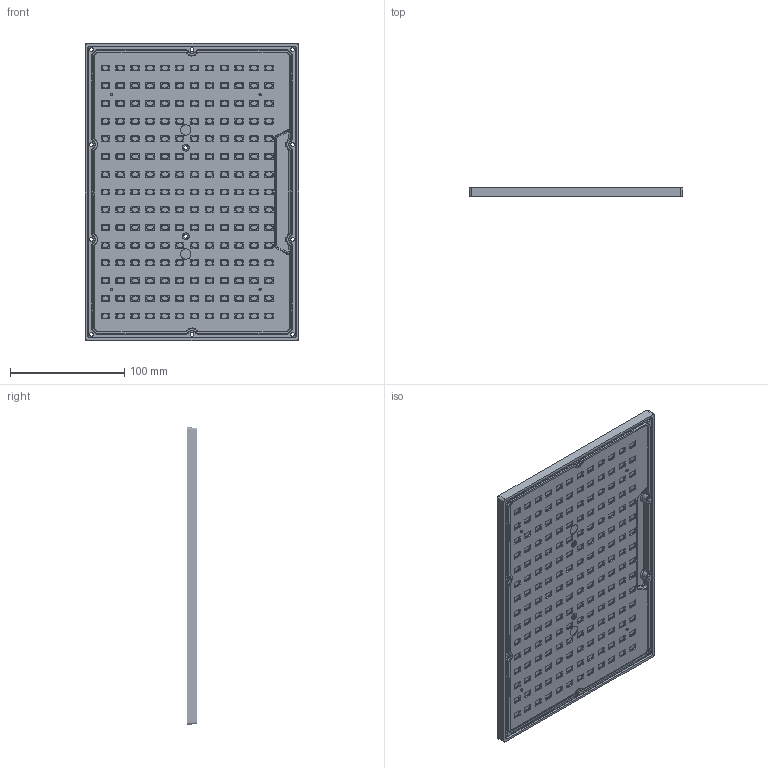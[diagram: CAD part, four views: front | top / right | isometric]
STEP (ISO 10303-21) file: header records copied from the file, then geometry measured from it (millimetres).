
FILE_DESCRIPTION(/* description */ (''),/* implementation_level */ '2;1');
FILE_NAME(/* name */ 'JY-L180P-L130TPIV-T.stp',/* time_stamp */ '2024-05-04T17:33:34+08:00',/* author */ (''),/* organization */ (''),/* preprocessor_version */ 'ST-DEVELOPER v16',/* originating_system */ 'SIEMENS PLM Software NX 10.0',/* authorisation */ '');
FILE_SCHEMA (('AUTOMOTIVE_DESIGN { 1 0 10303 214 3 1 1 1 }'));
Products named in the file (1): Admi24C87095xrxv
Bounding box: 187 x 8 x 260 mm (x, y, z)
Volume: 158509.6 mm3; surface area: 127409.6 mm2
Topology: 1 solids, 1 shells, 3531 faces, 8712 edges, 5665 vertices
Faces by surface type: plane 1359, cone 833, bspline 829, cylinder 320, torus 146, sphere 44
Entity records: 239688 total; most frequent: CARTESIAN_POINT 162364, ORIENTED_EDGE 17192, DIRECTION 13575, EDGE_CURVE 8596, VERTEX_POINT 5627, AXIS2_PLACEMENT_3D 4894, EDGE_LOOP 4115, LINE 3787
